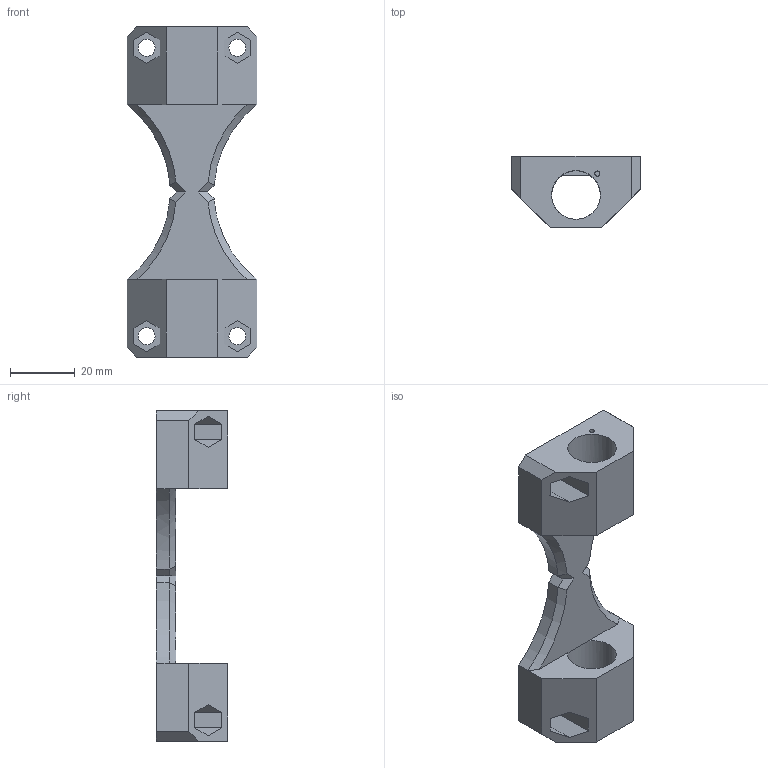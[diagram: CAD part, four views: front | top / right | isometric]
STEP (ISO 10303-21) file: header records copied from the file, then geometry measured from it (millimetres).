
FILE_DESCRIPTION(('FreeCAD Model'),'2;1');
FILE_NAME('Open CASCADE Shape Model','2022-03-05T20:40:51',('Author'),( ''),'Open CASCADE STEP processor 7.5','FreeCAD','Unknown');
FILE_SCHEMA(('AUTOMOTIVE_DESIGN { 1 0 10303 214 1 1 1 1 }'));
Length unit declared in the file: millimetre
Products named in the file (1): dual-holder
Bounding box: 40 x 22 x 102 mm (x, y, z)
Volume: 30101.5 mm3; surface area: 13652.5 mm2
Topology: 1 solids, 1 shells, 76 faces, 200 edges, 130 vertices
Faces by surface type: plane 60, cylinder 12, bspline 4
Full cylindrical faces by diameter (mm): 1.6 x2, 5.2 x4, 15 x2
Entity records: 5638 total; most frequent: CARTESIAN_POINT 1797, DIRECTION 625, LINE 411, VECTOR 411, ORIENTED_EDGE 400, PCURVE 400, DEFINITIONAL_REPRESENTATION 400, EDGE_CURVE 200
